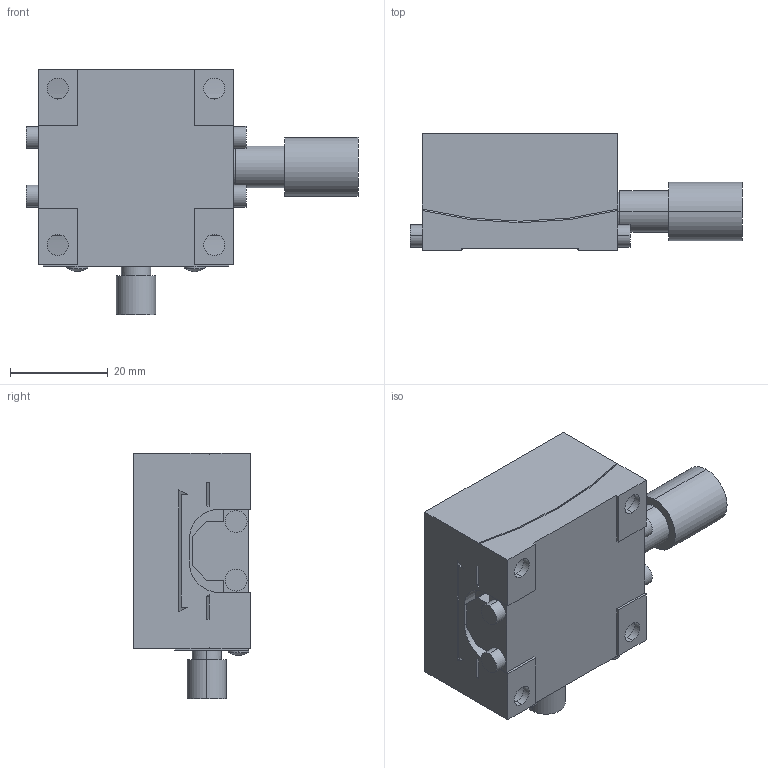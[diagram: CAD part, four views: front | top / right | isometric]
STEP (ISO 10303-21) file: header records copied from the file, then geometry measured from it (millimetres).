
FILE_DESCRIPTION (( 'STEP AP203' ), '1' );
FILE_NAME ('66527.STEP', '2010-09-03T02:49:43', ( '' ), ( '' ), 'SwSTEP 2.0', 'SolidWorks 2007', '' );
FILE_SCHEMA (( 'CONFIG_CONTROL_DESIGN' ));
Length unit declared in the file: millimetre
Products named in the file (2): 66527_蹬怮椔; 66527
Assembly tree (1 placements, depth 2):
  66527
    66527_蹬怮椔
Bounding box: 67.9 x 24 x 50.3 mm (x, y, z)
Volume: 38241.3 mm3; surface area: 13433.8 mm2
Topology: 1 solids, 3 shells, 239 faces, 601 edges, 372 vertices
Faces by surface type: cylinder 114, plane 87, cone 36, bspline 2
Entity records: 7916 total; most frequent: CARTESIAN_POINT 1946, DIRECTION 1266, ORIENTED_EDGE 1150, EDGE_CURVE 575, AXIS2_PLACEMENT_3D 486, VERTEX_POINT 372, VECTOR 294, LINE 294
